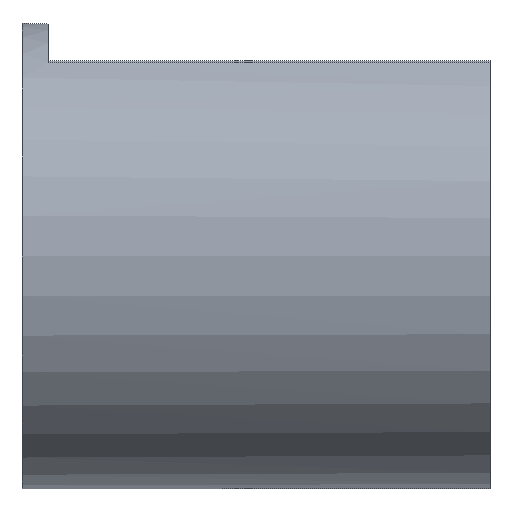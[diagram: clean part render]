
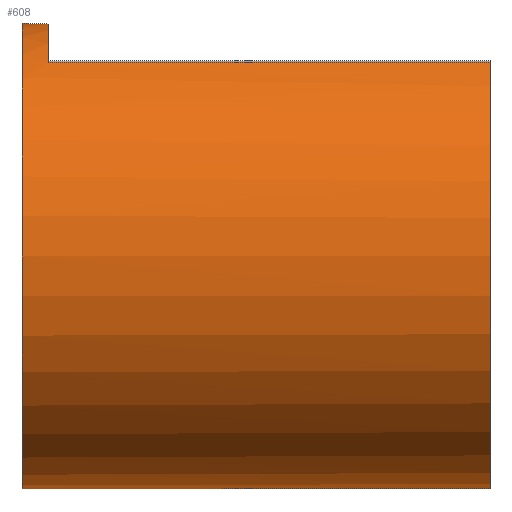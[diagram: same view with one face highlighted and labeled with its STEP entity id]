
A CAD part, left-side view. The second image highlights one B-rep face of the part: STEP entity #608.
In plain terms, the highlighted cylindrical face has radius 44.75 mm (diameter 89.5 mm), a full revolution.
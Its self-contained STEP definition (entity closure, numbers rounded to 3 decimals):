
#48=FACE_OUTER_BOUND('',#87,.T.);
#87=EDGE_LOOP('',(#426,#427,#428,#429,#430,#431,#432,#433));
#124=LINE('',#968,#176);
#126=LINE('',#974,#178);
#127=LINE('',#977,#179);
#176=VECTOR('',#762,10.);
#178=VECTOR('',#768,44.75);
#179=VECTOR('',#771,10.);
#226=CIRCLE('',#659,44.75);
#228=CIRCLE('',#663,44.75);
#231=CIRCLE('',#669,44.75);
#232=CIRCLE('',#670,44.75);
#263=VERTEX_POINT('',#948);
#264=VERTEX_POINT('',#952);
#266=VERTEX_POINT('',#955);
#271=VERTEX_POINT('',#966);
#273=VERTEX_POINT('',#973);
#274=VERTEX_POINT('',#975);
#320=EDGE_CURVE('',#263,#263,#226,.T.);
#322=EDGE_CURVE('',#266,#264,#228,.T.);
#328=EDGE_CURVE('',#271,#264,#124,.T.);
#331=EDGE_CURVE('',#263,#273,#126,.T.);
#332=EDGE_CURVE('',#274,#273,#231,.T.);
#333=EDGE_CURVE('',#266,#274,#127,.T.);
#334=EDGE_CURVE('',#273,#271,#232,.T.);
#426=ORIENTED_EDGE('',*,*,#320,.F.);
#427=ORIENTED_EDGE('',*,*,#331,.T.);
#428=ORIENTED_EDGE('',*,*,#332,.F.);
#429=ORIENTED_EDGE('',*,*,#333,.F.);
#430=ORIENTED_EDGE('',*,*,#322,.T.);
#431=ORIENTED_EDGE('',*,*,#328,.F.);
#432=ORIENTED_EDGE('',*,*,#334,.F.);
#433=ORIENTED_EDGE('',*,*,#331,.F.);
#592=CYLINDRICAL_SURFACE('',#668,44.75);
#608=ADVANCED_FACE('',(#48),#592,.T.);
#659=AXIS2_PLACEMENT_3D('',#949,#743,#744);
#663=AXIS2_PLACEMENT_3D('',#956,#751,#752);
#668=AXIS2_PLACEMENT_3D('',#972,#766,#767);
#669=AXIS2_PLACEMENT_3D('',#976,#769,#770);
#670=AXIS2_PLACEMENT_3D('',#978,#772,#773);
#743=DIRECTION('center_axis',(0.,1.,0.));
#744=DIRECTION('ref_axis',(-1.,0.,0.));
#751=DIRECTION('center_axis',(0.,1.,0.));
#752=DIRECTION('ref_axis',(1.,0.,0.));
#762=DIRECTION('',(0.,1.,0.));
#766=DIRECTION('center_axis',(0.,1.,0.));
#767=DIRECTION('ref_axis',(1.,0.,0.));
#768=DIRECTION('',(0.,-1.,0.));
#769=DIRECTION('center_axis',(0.,-1.,0.));
#770=DIRECTION('ref_axis',(1.,0.,0.));
#771=DIRECTION('',(0.,-1.,0.));
#772=DIRECTION('center_axis',(0.,-1.,0.));
#773=DIRECTION('ref_axis',(1.,0.,0.));
#948=CARTESIAN_POINT('',(-44.75,40.,0.));
#949=CARTESIAN_POINT('Origin',(0.,40.,0.));
#952=CARTESIAN_POINT('',(25.123,35.,37.033));
#955=CARTESIAN_POINT('',(-24.807,35.,37.245));
#956=CARTESIAN_POINT('Origin',(0.,35.,0.));
#966=CARTESIAN_POINT('',(25.123,-50.,37.033));
#968=CARTESIAN_POINT('',(25.123,0.,37.033));
#972=CARTESIAN_POINT('Origin',(0.,0.,0.));
#973=CARTESIAN_POINT('',(-44.75,-50.,0.));
#974=CARTESIAN_POINT('',(-44.75,0.,0.));
#975=CARTESIAN_POINT('',(-24.807,-50.,37.245));
#976=CARTESIAN_POINT('Origin',(0.,-50.,0.));
#977=CARTESIAN_POINT('',(-24.807,0.,37.245));
#978=CARTESIAN_POINT('Origin',(0.,-50.,0.));
